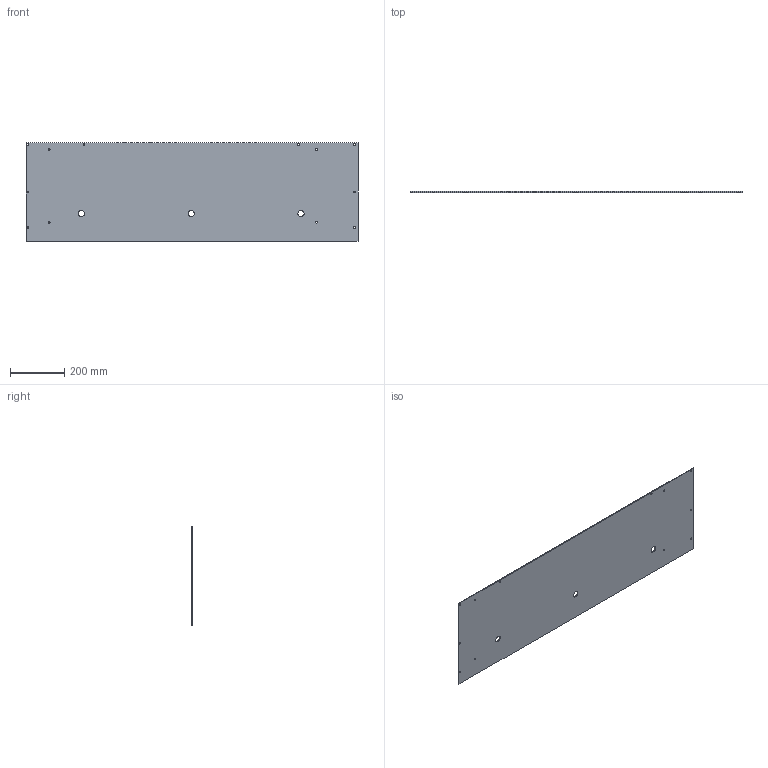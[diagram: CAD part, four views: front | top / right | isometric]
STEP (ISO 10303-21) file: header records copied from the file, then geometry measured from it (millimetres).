
FILE_DESCRIPTION(/* description */ (''),/* implementation_level */ '2;1');
FILE_NAME(/* name */ 'GE-18033_Blue.ipt.stp',/* time_stamp */ '2018-01-01T11:17:19-08:00',/* author */ ('PhillipD'),/* organization */ (''),/* preprocessor_version */ 'ST-DEVELOPER v16.13',/* originating_system */ 'Autodesk Inventor 2018',/* authorisation */ '');
FILE_SCHEMA (('AUTOMOTIVE_DESIGN { 1 0 10303 214 3 1 1 }'));
Length unit declared in the file: inch
Products named in the file (1): GE-18033_Blue
Bounding box: 1219.2 x 3.17 x 361.95 mm (x, y, z)
Volume: 1395973 mm3; surface area: 890837.2 mm2
Topology: 1 solids, 1 shells, 22 faces, 60 edges, 40 vertices
Faces by surface type: cylinder 15, plane 7
Full cylindrical faces by diameter (mm): 6.35 x12, 22.86 x3
Entity records: 747 total; most frequent: DIRECTION 121, CARTESIAN_POINT 108, ORIENTED_EDGE 90, EDGE_LOOP 67, AXIS2_PLACEMENT_3D 53, FACE_BOUND 45, EDGE_CURVE 45, VERTEX_POINT 40
